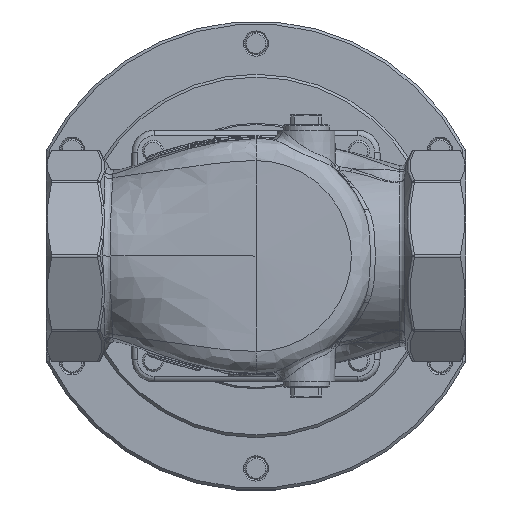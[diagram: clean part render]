
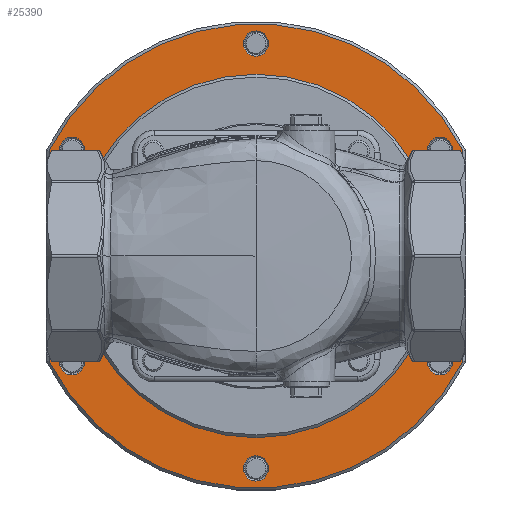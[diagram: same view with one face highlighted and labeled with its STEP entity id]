
A CAD part, front view. The second image highlights one B-rep face of the part: STEP entity #25390.
In plain terms, the highlighted planar face has unit normal (0, -1, 0).
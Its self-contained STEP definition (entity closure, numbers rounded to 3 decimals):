
#225=FACE_BOUND('',#5696,.T.);
#226=FACE_BOUND('',#5697,.T.);
#227=FACE_BOUND('',#5698,.T.);
#228=FACE_BOUND('',#5699,.T.);
#229=FACE_BOUND('',#5700,.T.);
#230=FACE_BOUND('',#5701,.T.);
#231=FACE_BOUND('',#5702,.T.);
#1466=LINE('',#70266,#2220);
#1467=LINE('',#70284,#2221);
#2220=VECTOR('',#30519,75.18);
#2221=VECTOR('',#30526,75.18);
#2822=PLANE('',#27061);
#4041=FACE_OUTER_BOUND('',#5695,.T.);
#5695=EDGE_LOOP('',(#19505,#19506,#19507,#19508));
#5696=EDGE_LOOP('',(#19509));
#5697=EDGE_LOOP('',(#19510));
#5698=EDGE_LOOP('',(#19511));
#5699=EDGE_LOOP('',(#19512));
#5700=EDGE_LOOP('',(#19513));
#5701=EDGE_LOOP('',(#19514));
#5702=EDGE_LOOP('',(#19515));
#7029=CIRCLE('',#27024,83.);
#7030=CIRCLE('',#27027,83.);
#7031=CIRCLE('',#27029,65.);
#7036=CIRCLE('',#27037,4.5);
#7039=CIRCLE('',#27042,4.5);
#7042=CIRCLE('',#27047,4.5);
#7045=CIRCLE('',#27052,4.5);
#7048=CIRCLE('',#27057,4.5);
#7051=CIRCLE('',#27062,4.5);
#10351=VERTEX_POINT('',#70264);
#10352=VERTEX_POINT('',#70265);
#10353=VERTEX_POINT('',#70276);
#10354=VERTEX_POINT('',#70283);
#10355=VERTEX_POINT('',#70292);
#10360=VERTEX_POINT('',#70305);
#10363=VERTEX_POINT('',#70313);
#10366=VERTEX_POINT('',#70321);
#10369=VERTEX_POINT('',#70329);
#10372=VERTEX_POINT('',#70337);
#10375=VERTEX_POINT('',#70345);
#13533=EDGE_CURVE('',#10351,#10352,#1466,.T.);
#13536=EDGE_CURVE('',#10353,#10351,#7029,.T.);
#13538=EDGE_CURVE('',#10354,#10353,#1467,.T.);
#13540=EDGE_CURVE('',#10352,#10354,#7030,.T.);
#13541=EDGE_CURVE('',#10355,#10355,#7031,.T.);
#13546=EDGE_CURVE('',#10360,#10360,#7036,.T.);
#13549=EDGE_CURVE('',#10363,#10363,#7039,.T.);
#13552=EDGE_CURVE('',#10366,#10366,#7042,.T.);
#13555=EDGE_CURVE('',#10369,#10369,#7045,.T.);
#13558=EDGE_CURVE('',#10372,#10372,#7048,.T.);
#13561=EDGE_CURVE('',#10375,#10375,#7051,.T.);
#19505=ORIENTED_EDGE('',*,*,#13540,.F.);
#19506=ORIENTED_EDGE('',*,*,#13533,.F.);
#19507=ORIENTED_EDGE('',*,*,#13536,.F.);
#19508=ORIENTED_EDGE('',*,*,#13538,.F.);
#19509=ORIENTED_EDGE('',*,*,#13558,.F.);
#19510=ORIENTED_EDGE('',*,*,#13552,.F.);
#19511=ORIENTED_EDGE('',*,*,#13546,.F.);
#19512=ORIENTED_EDGE('',*,*,#13541,.F.);
#19513=ORIENTED_EDGE('',*,*,#13549,.F.);
#19514=ORIENTED_EDGE('',*,*,#13555,.F.);
#19515=ORIENTED_EDGE('',*,*,#13561,.F.);
#25390=ADVANCED_FACE('',(#4041,#225,#226,#227,#228,#229,#230,#231),#2822,
 .F.);
#27024=AXIS2_PLACEMENT_3D('',#70277,#30522,#30523);
#27027=AXIS2_PLACEMENT_3D('',#70290,#30529,#30530);
#27029=AXIS2_PLACEMENT_3D('',#70293,#30533,#30534);
#27037=AXIS2_PLACEMENT_3D('',#70306,#30549,#30550);
#27042=AXIS2_PLACEMENT_3D('',#70314,#30559,#30560);
#27047=AXIS2_PLACEMENT_3D('',#70322,#30569,#30570);
#27052=AXIS2_PLACEMENT_3D('',#70330,#30579,#30580);
#27057=AXIS2_PLACEMENT_3D('',#70338,#30589,#30590);
#27061=AXIS2_PLACEMENT_3D('',#70344,#30597,#30598);
#27062=AXIS2_PLACEMENT_3D('',#70346,#30599,#30600);
#30519=DIRECTION('',(0.,0.,-1.));
#30522=DIRECTION('center_axis',(0.,1.,0.));
#30523=DIRECTION('ref_axis',(0.,0.,1.));
#30526=DIRECTION('',(0.,0.,1.));
#30529=DIRECTION('center_axis',(0.,1.,0.));
#30530=DIRECTION('ref_axis',(0.,0.,
-1.));
#30533=DIRECTION('center_axis',(0.,-1.,0.));
#30534=DIRECTION('ref_axis',(0.,0.,
-1.));
#30549=DIRECTION('center_axis',(0.,-1.,0.));
#30550=DIRECTION('ref_axis',(0.,0.,1.));
#30559=DIRECTION('center_axis',(0.,-1.,0.));
#30560=DIRECTION('ref_axis',(0.,0.,1.));
#30569=DIRECTION('center_axis',(0.,-1.,0.));
#30570=DIRECTION('ref_axis',(0.,0.,1.));
#30579=DIRECTION('center_axis',(0.,-1.,0.));
#30580=DIRECTION('ref_axis',(0.,0.,1.));
#30589=DIRECTION('center_axis',(0.,-1.,0.));
#30590=DIRECTION('ref_axis',(0.,0.,1.));
#30597=DIRECTION('center_axis',(0.,1.,0.));
#30598=DIRECTION('ref_axis',(1.,0.,0.));
#30599=DIRECTION('center_axis',(0.,-1.,0.));
#30600=DIRECTION('ref_axis',(0.,0.,1.));
#70264=CARTESIAN_POINT('',(74.,280.192,37.59));
#70265=CARTESIAN_POINT('',(74.,280.192,-37.59));
#70266=CARTESIAN_POINT('',(74.,280.192,41.786));
#70276=CARTESIAN_POINT('',(-74.,280.192,37.59));
#70277=CARTESIAN_POINT('Origin',(0.,280.192,
0.));
#70283=CARTESIAN_POINT('',(-74.,280.192,-37.59));
#70284=CARTESIAN_POINT('',(-74.,280.192,39.914));
#70290=CARTESIAN_POINT('Origin',(0.,280.192,
0.));
#70292=CARTESIAN_POINT('',(0.,280.192,65.));
#70293=CARTESIAN_POINT('Origin',(0.,280.192,
0.));
#70305=CARTESIAN_POINT('',(0.,280.192,71.5));
#70306=CARTESIAN_POINT('Origin',(0.,280.192,
76.));
#70313=CARTESIAN_POINT('',(65.818,280.192,33.5));
#70314=CARTESIAN_POINT('Origin',(65.818,280.192,38.));
#70321=CARTESIAN_POINT('',(65.818,280.192,-42.5));
#70322=CARTESIAN_POINT('Origin',(65.818,280.192,-38.));
#70329=CARTESIAN_POINT('',(0.,280.192,-80.5));
#70330=CARTESIAN_POINT('Origin',(0.,280.192,
-76.));
#70337=CARTESIAN_POINT('',(-65.818,280.192,-42.5));
#70338=CARTESIAN_POINT('Origin',(-65.818,280.192,-38.));
#70344=CARTESIAN_POINT('Origin',(0.,280.192,
84.));
#70345=CARTESIAN_POINT('',(-65.818,280.192,33.5));
#70346=CARTESIAN_POINT('Origin',(-65.818,280.192,38.));
